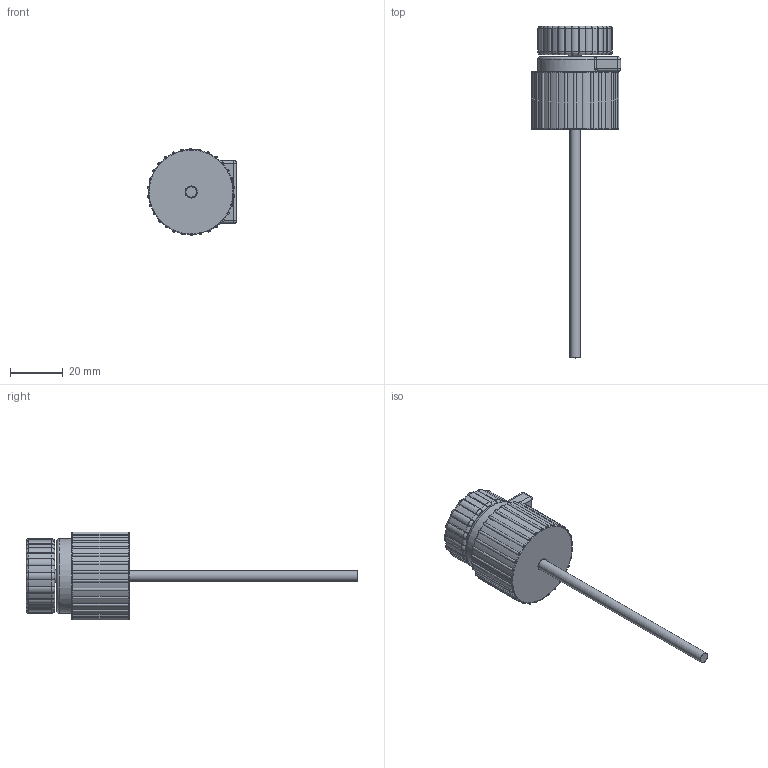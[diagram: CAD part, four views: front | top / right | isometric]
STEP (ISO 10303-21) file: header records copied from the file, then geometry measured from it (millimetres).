
FILE_DESCRIPTION(/* description */ (''),/* implementation_level */ '2;1');
FILE_NAME(/* name */ 'Rducteur_petit v8.step',/* time_stamp */ '2024-05-30T12:48:37+02:00',/* author */ (''),/* organization */ (''),/* preprocessor_version */ 'ST-DEVELOPER v20',/* originating_system */ 'Autodesk Translation Framework v13.14.0.145',/* authorisation */ '');
FILE_SCHEMA (('AUTOMOTIVE_DESIGN { 1 0 10303 214 3 1 1 }'));
Length unit declared in the file: millimetre
Products named in the file (1): Réducteur_petit
Bounding box: 33.86 x 126.14 x 33.33 mm (x, y, z)
Volume: 24499.9 mm3; surface area: 21212.5 mm2
Topology: 14 solids, 14 shells, 895 faces, 2361 edges, 1376 vertices
Faces by surface type: cylinder 462, torus 186, bspline 144, plane 83, cone 10, sphere 10
Full cylindrical faces by diameter (mm): 1.6 x2, 1.623 x36, 2 x1, 2.074 x21, 2.137 x1, 2.529 x20, 2.6 x3, 2.885 x2, 3.086 x10, 3.14 x1, 3.929 x1, 4 x3, 4.1 x1, 4.12 x1, 4.5 x3, 8.575 x1, 13 x2, 13.14 x2, 28.5 x2, 29.39 x1
Entity records: 48697 total; most frequent: CARTESIAN_POINT 29139, ORIENTED_EDGE 4458, DIRECTION 3551, EDGE_CURVE 2229, AXIS2_PLACEMENT_3D 1498, VERTEX_POINT 1376, EDGE_LOOP 947, FACE_OUTER_BOUND 895
